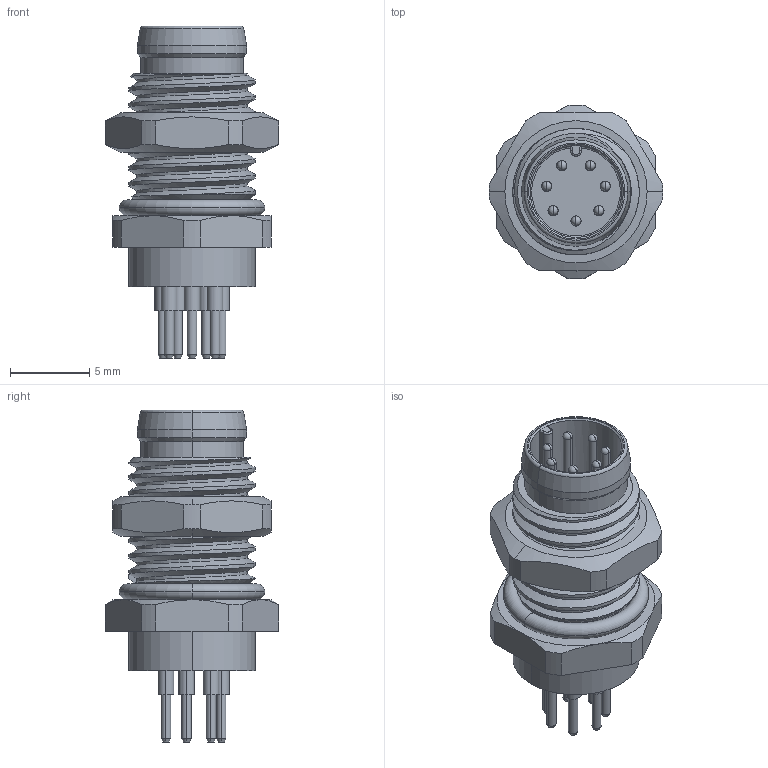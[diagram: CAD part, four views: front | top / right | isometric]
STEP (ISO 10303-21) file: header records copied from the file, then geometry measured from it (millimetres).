
FILE_DESCRIPTION((''),'2;1');
FILE_NAME('PRT000122387','2025-09-23T',('gongcheng16'),(''),'PRO/ENGINEER BY PARAMETRIC TECHNOLOGY CORPORATION, 2010280','PRO/ENGINEER BY PARAMETRIC TECHNOLOGY CORPORATION, 2010280','');
FILE_SCHEMA(('CONFIG_CONTROL_DESIGN'));
Length unit declared in the file: millimetre
Products named in the file (1): PRT000122387
Bounding box: 11 x 10.99 x 21 mm (x, y, z)
Volume: 243.2 mm3; surface area: 2436 mm2
Topology: 1 solids, 12 shells, 464 faces, 1028 edges, 630 vertices
Faces by surface type: cylinder 205, plane 126, cone 95, sphere 14, torus 12, bspline 12
Entity records: 16231 total; most frequent: CARTESIAN_POINT 5766, DIRECTION 2336, ORIENTED_EDGE 2028, EDGE_CURVE 1014, AXIS2_PLACEMENT_3D 963, VERTEX_POINT 630, EDGE_LOOP 540, CIRCLE 510
